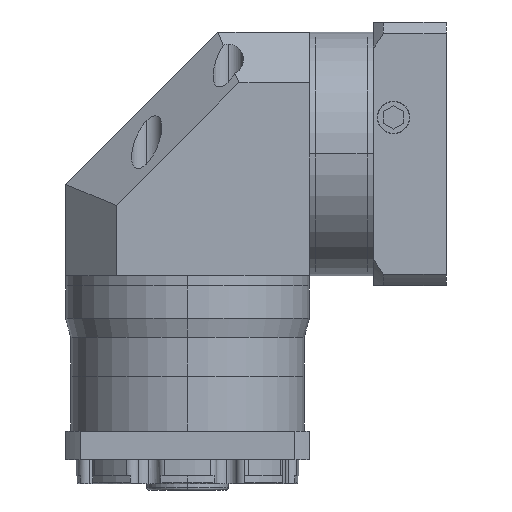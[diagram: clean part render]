
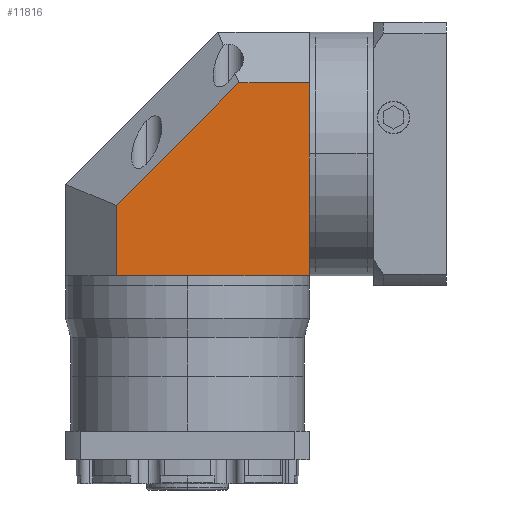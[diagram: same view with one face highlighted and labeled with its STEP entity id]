
A CAD part, left-side view. The second image highlights one B-rep face of the part: STEP entity #11816.
In plain terms, the highlighted planar face has unit normal (-1, 0, 0).
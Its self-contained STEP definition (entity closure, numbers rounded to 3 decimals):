
#594 = EDGE_CURVE ( 'NONE', #7794, #8737, #8317, .T. ) ;
#1067 = AXIS2_PLACEMENT_3D ( 'NONE', #6130, #12044, #4996 ) ;
#1103 = EDGE_CURVE ( 'NONE', #10851, #4915, #13078, .T. ) ;
#1104 = LINE ( 'NONE', #2796, #11812 ) ;
#1149 = VECTOR ( 'NONE', #8284, 1000. ) ;
#1305 = ORIENTED_EDGE ( 'NONE', *, *, #10439, .T. ) ;
#1408 = PLANE ( 'NONE',  #1067 ) ;
#1868 = VECTOR ( 'NONE', #14804, 1000. ) ;
#2796 = CARTESIAN_POINT ( 'NONE',  ( -60., 60., -60. ) ) ;
#3891 = DIRECTION ( 'NONE',  ( 0., 0.707, -0.707 ) ) ;
#3941 = VERTEX_POINT ( 'NONE', #5285 ) ;
#4287 = CARTESIAN_POINT ( 'NONE',  ( -60., -25.355, 35. ) ) ;
#4583 = EDGE_CURVE ( 'NONE', #3941, #7794, #7884, .T. ) ;
#4779 = VECTOR ( 'NONE', #14806, 1000. ) ;
#4901 = CARTESIAN_POINT ( 'NONE',  ( -60., 35., -60. ) ) ;
#4915 = VERTEX_POINT ( 'NONE', #6081 ) ;
#4996 = DIRECTION ( 'NONE',  ( 0., -1., 0. ) ) ;
#5193 = VECTOR ( 'NONE', #12805, 1000. ) ;
#5285 = CARTESIAN_POINT ( 'NONE',  ( -60., -60., -60. ) ) ;
#5738 = ORIENTED_EDGE ( 'NONE', *, *, #594, .T. ) ;
#5922 = CARTESIAN_POINT ( 'NONE',  ( -60., 35., -60. ) ) ;
#6081 = CARTESIAN_POINT ( 'NONE',  ( -60., 35., -25.355 ) ) ;
#6130 = CARTESIAN_POINT ( 'NONE',  ( -60., 60., -60. ) ) ;
#6315 = EDGE_LOOP ( 'NONE', ( #8858, #10360, #14898, #13625, #5738, #1305 ) ) ;
#7170 = CARTESIAN_POINT ( 'NONE',  ( -60., -60., 0. ) ) ;
#7434 = CARTESIAN_POINT ( 'NONE',  ( -60., -60., -60. ) ) ;
#7794 = VERTEX_POINT ( 'NONE', #7170 ) ;
#7884 = LINE ( 'NONE', #10130, #4779 ) ;
#7923 = EDGE_CURVE ( 'NONE', #11189, #3941, #1104, .T. ) ;
#8284 = DIRECTION ( 'NONE',  ( 0., 0., -1. ) ) ;
#8317 = LINE ( 'NONE', #7434, #5193 ) ;
#8428 = CARTESIAN_POINT ( 'NONE',  ( -60., 64.822, -55.178 ) ) ;
#8737 = VERTEX_POINT ( 'NONE', #10634 ) ;
#8858 = ORIENTED_EDGE ( 'NONE', *, *, #1103, .T. ) ;
#8934 = FACE_OUTER_BOUND ( 'NONE', #6315, .T. ) ;
#9985 = VECTOR ( 'NONE', #3891, 1000. ) ;
#10130 = CARTESIAN_POINT ( 'NONE',  ( -60., -60., -60. ) ) ;
#10360 = ORIENTED_EDGE ( 'NONE', *, *, #11690, .T. ) ;
#10439 = EDGE_CURVE ( 'NONE', #8737, #10851, #11290, .T. ) ;
#10584 = LINE ( 'NONE', #5922, #1149 ) ;
#10634 = CARTESIAN_POINT ( 'NONE',  ( -60., -60., 35. ) ) ;
#10851 = VERTEX_POINT ( 'NONE', #4287 ) ;
#11028 = DIRECTION ( 'NONE',  ( 0., -1., 0. ) ) ;
#11189 = VERTEX_POINT ( 'NONE', #4901 ) ;
#11290 = LINE ( 'NONE', #12456, #1868 ) ;
#11690 = EDGE_CURVE ( 'NONE', #4915, #11189, #10584, .T. ) ;
#11812 = VECTOR ( 'NONE', #11028, 1000. ) ;
#11816 = ADVANCED_FACE ( 'NONE', ( #8934 ), #1408, .T. ) ;
#12044 = DIRECTION ( 'NONE',  ( -1., 0., 0. ) ) ;
#12456 = CARTESIAN_POINT ( 'NONE',  ( -60., 60., 35. ) ) ;
#12805 = DIRECTION ( 'NONE',  ( 0., 0., 1. ) ) ;
#13078 = LINE ( 'NONE', #8428, #9985 ) ;
#13625 = ORIENTED_EDGE ( 'NONE', *, *, #4583, .T. ) ;
#14804 = DIRECTION ( 'NONE',  ( 0., 1., 0. ) ) ;
#14806 = DIRECTION ( 'NONE',  ( 0., 0., 1. ) ) ;
#14898 = ORIENTED_EDGE ( 'NONE', *, *, #7923, .T. ) ;
